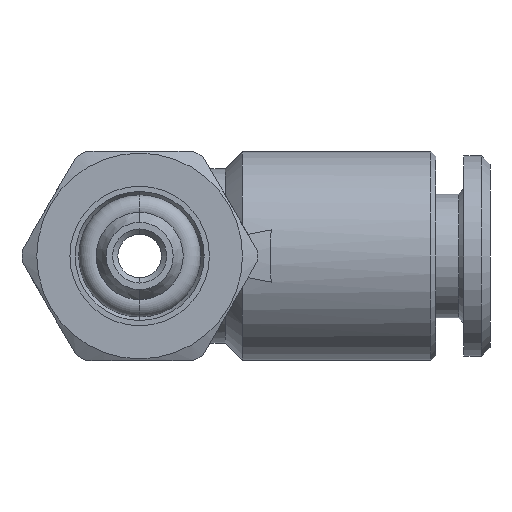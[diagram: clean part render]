
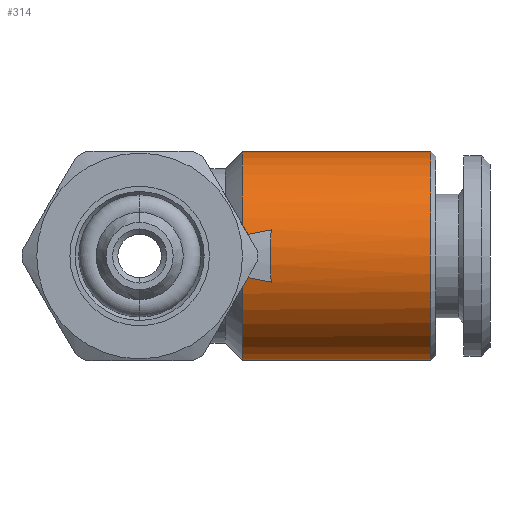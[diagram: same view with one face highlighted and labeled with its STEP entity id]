
A CAD part, front view. The second image highlights one B-rep face of the part: STEP entity #314.
In plain terms, the highlighted cylindrical face has radius 6 mm (diameter 12 mm), a partial arc.
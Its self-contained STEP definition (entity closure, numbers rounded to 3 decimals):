
#288 = ORIENTED_EDGE ( 'NONE', *, *, #1256, .F. ) ;
#289 = ORIENTED_EDGE ( 'NONE', *, *, #290, .T. ) ;
#290 = EDGE_CURVE ( 'NONE', #1286, #1282, #1847, .T. ) ;
#293 = ORIENTED_EDGE ( 'NONE', *, *, #841, .T. ) ;
#294 = ORIENTED_EDGE ( 'NONE', *, *, #304, .T. ) ;
#296 = ORIENTED_EDGE ( 'NONE', *, *, #3997, .F. ) ;
#297 = ORIENTED_EDGE ( 'NONE', *, *, #298, .F. ) ;
#298 = EDGE_CURVE ( 'NONE', #942, #3909, #1812, .T. ) ;
#304 = EDGE_CURVE ( 'NONE', #997, #1277, #1867, .T. ) ;
#305 = ORIENTED_EDGE ( 'NONE', *, *, #1261, .F. ) ;
#314 = ADVANCED_FACE ( 'NONE', ( #2072 ), #1911, .T. ) ;
#316 = ORIENTED_EDGE ( 'NONE', *, *, #1249, .T. ) ;
#317 = EDGE_LOOP ( 'NONE', ( #288, #289, #316, #296, #297, #293, #294, #305 ) ) ;
#841 = EDGE_CURVE ( 'NONE', #942, #997, #2529, .T. ) ;
#942 = VERTEX_POINT ( 'NONE', #2891 ) ;
#997 = VERTEX_POINT ( 'NONE', #3174 ) ;
#1249 = EDGE_CURVE ( 'NONE', #1282, #1320, #3500, .T. ) ;
#1250 = VERTEX_POINT ( 'NONE', #3479 ) ;
#1256 = EDGE_CURVE ( 'NONE', #1286, #1250, #3455, .T. ) ;
#1261 = EDGE_CURVE ( 'NONE', #1250, #1277, #3472, .T. ) ;
#1277 = VERTEX_POINT ( 'NONE', #3513 ) ;
#1282 = VERTEX_POINT ( 'NONE', #3591 ) ;
#1286 = VERTEX_POINT ( 'NONE', #3582 ) ;
#1320 = VERTEX_POINT ( 'NONE', #3697 ) ;
#1808 = CARTESIAN_POINT ( 'NONE',  ( 5.9, -5.884, 1.174 ) ) ;
#1809 = CARTESIAN_POINT ( 'NONE',  ( 6.451, -5.862, 1.283 ) ) ;
#1810 = CARTESIAN_POINT ( 'NONE',  ( 6.999, -5.837, 1.392 ) ) ;
#1811 = CARTESIAN_POINT ( 'NONE',  ( 7.543, -5.809, 1.5 ) ) ;
#1812 =( BOUNDED_CURVE ( )  B_SPLINE_CURVE ( 3, ( #1811, #1810, #1809, #1808 ),
 .UNSPECIFIED., .F., .T. ) 
 B_SPLINE_CURVE_WITH_KNOTS ( ( 4, 4 ),
 ( 4.46, 4.516 ),
 .UNSPECIFIED. ) 
 CURVE ( )  GEOMETRIC_REPRESENTATION_ITEM ( )  RATIONAL_B_SPLINE_CURVE ( ( 1., 1., 1., 1. ) ) 
 REPRESENTATION_ITEM ( '' )  );
#1843 = DIRECTION ( 'NONE',  ( 0., 0., 1. ) ) ;
#1844 = DIRECTION ( 'NONE',  ( -1., 0., 0. ) ) ;
#1845 = CARTESIAN_POINT ( 'NONE',  ( 16.7, 0., 0. ) ) ;
#1846 = AXIS2_PLACEMENT_3D ( 'NONE', #1845, #1844, #1843 ) ;
#1847 = CIRCLE ( 'NONE', #1846, 6. ) ;
#1863 = CARTESIAN_POINT ( 'NONE',  ( 5.9, -5.884, -1.174 ) ) ;
#1864 = CARTESIAN_POINT ( 'NONE',  ( 6.451, -5.862, -1.283 ) ) ;
#1865 = CARTESIAN_POINT ( 'NONE',  ( 6.999, -5.837, -1.392 ) ) ;
#1866 = CARTESIAN_POINT ( 'NONE',  ( 7.543, -5.809, -1.5 ) ) ;
#1867 =( BOUNDED_CURVE ( )  B_SPLINE_CURVE ( 3, ( #1866, #1865, #1864, #1863 ),
 .UNSPECIFIED., .F., .T. ) 
 B_SPLINE_CURVE_WITH_KNOTS ( ( 4, 4 ),
 ( 4.46, 4.516 ),
 .UNSPECIFIED. ) 
 CURVE ( )  GEOMETRIC_REPRESENTATION_ITEM ( )  RATIONAL_B_SPLINE_CURVE ( ( 1., 1., 1., 1. ) ) 
 REPRESENTATION_ITEM ( '' )  );
#1910 = CARTESIAN_POINT ( 'NONE',  ( -3.45, 0., 0. ) ) ;
#1911 = CYLINDRICAL_SURFACE ( 'NONE', #2022, 6. ) ;
#2020 = DIRECTION ( 'NONE',  ( 0., 0., 1. ) ) ;
#2021 = DIRECTION ( 'NONE',  ( -1., 0., 0. ) ) ;
#2022 = AXIS2_PLACEMENT_3D ( 'NONE', #1910, #2021, #2020 ) ;
#2072 = FACE_OUTER_BOUND ( 'NONE', #317, .T. ) ;
#2529 = B_SPLINE_CURVE_WITH_KNOTS ( 'NONE', 3,
 ( #2637, #2636, #2635, #2634, #2633, #2632, #2631, #2630 ),
 .UNSPECIFIED., .F., .F.,
 ( 4, 2, 2, 4 ),
 ( 0., 0.002, 0.003, 0.003 ),
 .UNSPECIFIED. ) ;
#2630 = CARTESIAN_POINT ( 'NONE',  ( 7.543, -5.809, -1.5 ) ) ;
#2631 = CARTESIAN_POINT ( 'NONE',  ( 7.527, -5.873, -1.255 ) ) ;
#2632 = CARTESIAN_POINT ( 'NONE',  ( 7.517, -5.92, -1.008 ) ) ;
#2633 = CARTESIAN_POINT ( 'NONE',  ( 7.503, -5.984, -0.507 ) ) ;
#2634 = CARTESIAN_POINT ( 'NONE',  ( 7.5, -6., -0.252 ) ) ;
#2635 = CARTESIAN_POINT ( 'NONE',  ( 7.5, -6., 0.512 ) ) ;
#2636 = CARTESIAN_POINT ( 'NONE',  ( 7.511, -5.936, 1.011 ) ) ;
#2637 = CARTESIAN_POINT ( 'NONE',  ( 7.543, -5.809, 1.5 ) ) ;
#2891 = CARTESIAN_POINT ( 'NONE',  ( 7.543, -5.809, 1.5 ) ) ;
#3174 = CARTESIAN_POINT ( 'NONE',  ( 7.543, -5.809, -1.5 ) ) ;
#3452 = DIRECTION ( 'NONE',  ( -1., 0., 0. ) ) ;
#3453 = VECTOR ( 'NONE', #3452, 1000. ) ;
#3454 = CARTESIAN_POINT ( 'NONE',  ( -3.45, 0., -6. ) ) ;
#3455 = LINE ( 'NONE', #3454, #3453 ) ;
#3469 = DIRECTION ( 'NONE',  ( 0., 0., 1. ) ) ;
#3470 = DIRECTION ( 'NONE',  ( -1., 0., 0. ) ) ;
#3471 = AXIS2_PLACEMENT_3D ( 'NONE', #3490, #3470, #3469 ) ;
#3472 = CIRCLE ( 'NONE', #3471, 6. ) ;
#3479 = CARTESIAN_POINT ( 'NONE',  ( 5.9, 0., -6. ) ) ;
#3490 = CARTESIAN_POINT ( 'NONE',  ( 5.9, 0., 0. ) ) ;
#3500 = LINE ( 'NONE', #3563, #3562 ) ;
#3513 = CARTESIAN_POINT ( 'NONE',  ( 5.9, -5.884, -1.174 ) ) ;
#3561 = DIRECTION ( 'NONE',  ( -1., 0., 0. ) ) ;
#3562 = VECTOR ( 'NONE', #3561, 1000. ) ;
#3563 = CARTESIAN_POINT ( 'NONE',  ( -3.45, 0., 6. ) ) ;
#3582 = CARTESIAN_POINT ( 'NONE',  ( 16.7, 0., -6. ) ) ;
#3591 = CARTESIAN_POINT ( 'NONE',  ( 16.7, 0., 6. ) ) ;
#3596 = CARTESIAN_POINT ( 'NONE',  ( 5.9, -5.884, 1.174 ) ) ;
#3697 = CARTESIAN_POINT ( 'NONE',  ( 5.9, 0., 6. ) ) ;
#3768 = DIRECTION ( 'NONE',  ( 0., 0., 1. ) ) ;
#3769 = DIRECTION ( 'NONE',  ( -1., 0., 0. ) ) ;
#3770 = AXIS2_PLACEMENT_3D ( 'NONE', #3776, #3769, #3768 ) ;
#3771 = CIRCLE ( 'NONE', #3770, 6. ) ;
#3776 = CARTESIAN_POINT ( 'NONE',  ( 5.9, 0., 0. ) ) ;
#3909 = VERTEX_POINT ( 'NONE', #3596 ) ;
#3997 = EDGE_CURVE ( 'NONE', #3909, #1320, #3771, .T. ) ;
